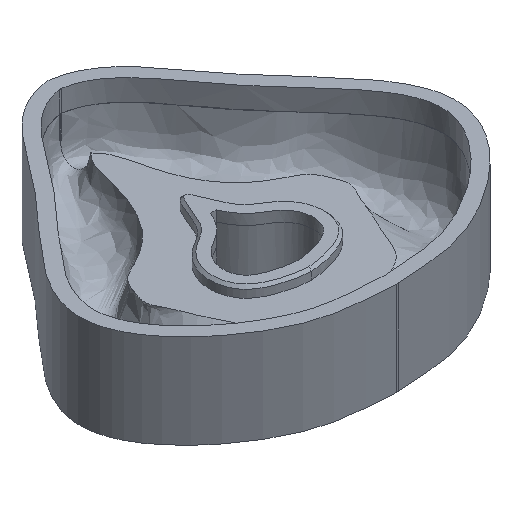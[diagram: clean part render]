
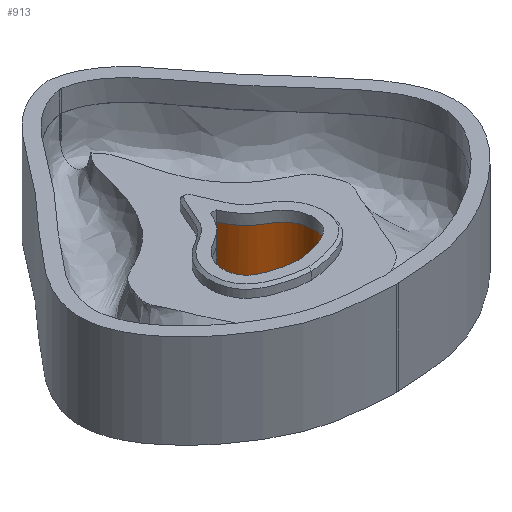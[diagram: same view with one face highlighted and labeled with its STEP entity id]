
A CAD part, isometric view. The second image highlights one B-rep face of the part: STEP entity #913.
In plain terms, the highlighted free-form (B-spline) face has degree [3, 1] with [23, 2] control points.
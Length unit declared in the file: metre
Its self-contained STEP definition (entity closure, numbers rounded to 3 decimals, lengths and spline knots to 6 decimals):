
#35=LINE('',#6561,#54);
#36=LINE('',#6562,#55);
#54=VECTOR('',#1070,1.);
#55=VECTOR('',#1071,1.);
#70=B_SPLINE_SURFACE_WITH_KNOTS('',3,1,((#6490,#6491),(#6492,#6493),(#6494,
#6495),(#6496,#6497),(#6498,#6499),(#6500,#6501),(#6502,#6503),(#6504,#6505),
(#6506,#6507),(#6508,#6509),(#6510,#6511),(#6512,#6513),(#6514,#6515),(#6516,
#6517),(#6518,#6519),(#6520,#6521),(#6522,#6523),(#6524,#6525),(#6526,#6527),
(#6528,#6529),(#6530,#6531),(#6532,#6533),(#6534,#6535)),
 .SURF_OF_LINEAR_EXTRUSION.,.F.,.F.,.F.,(4,1,1,1,1,1,1,1,1,1,1,1,1,1,1,
1,1,1,1,1,4),(2,2),(0.003722,0.055506,0.107289,
0.159073,0.210856,0.236748,0.26264,
0.314424,0.366207,0.417991,0.469774,
0.521558,0.573341,0.599233,0.625125,
0.651017,0.676909,0.728692,0.780476,
0.806367,0.832259),(0.,1.),.UNSPECIFIED.);
#317=ORIENTED_EDGE('',*,*,#484,.T.);
#318=ORIENTED_EDGE('',*,*,#485,.T.);
#319=ORIENTED_EDGE('',*,*,#481,.T.);
#320=ORIENTED_EDGE('',*,*,#486,.T.);
#481=EDGE_CURVE('',#580,#581,#699,.F.);
#484=EDGE_CURVE('',#583,#584,#701,.F.);
#485=EDGE_CURVE('',#584,#580,#35,.F.);
#486=EDGE_CURVE('',#581,#583,#36,.T.);
#580=VERTEX_POINT('',#6463);
#581=VERTEX_POINT('',#6464);
#583=VERTEX_POINT('',#6559);
#584=VERTEX_POINT('',#6560);
#699=B_SPLINE_CURVE_WITH_KNOTS('',3,(#6440,#6441,#6442,#6443,#6444,#6445,
#6446,#6447,#6448,#6449,#6450,#6451,#6452,#6453,#6454,#6455,#6456,#6457,
#6458,#6459,#6460,#6461,#6462),.UNSPECIFIED.,.F.,.F.,(4,1,1,1,1,1,1,1,1,
1,1,1,1,1,1,1,1,1,1,1,4),(0.003722,0.055506,0.107289,
0.159073,0.210856,0.236748,0.26264,
0.314424,0.366207,0.417991,0.469774,
0.521558,0.573341,0.599233,0.625125,
0.651017,0.676909,0.728692,0.780476,
0.806367,0.832259),.UNSPECIFIED.);
#701=B_SPLINE_CURVE_WITH_KNOTS('',3,(#6536,#6537,#6538,#6539,#6540,#6541,
#6542,#6543,#6544,#6545,#6546,#6547,#6548,#6549,#6550,#6551,#6552,#6553,
#6554,#6555,#6556,#6557,#6558),.UNSPECIFIED.,.F.,.F.,(4,1,1,1,1,1,1,1,1,
1,1,1,1,1,1,1,1,1,1,1,4),(0.036055,0.066178,0.096302,
0.156548,0.216795,0.246918,0.277041,
0.307165,0.337288,0.397534,0.457781,
0.518028,0.578274,0.638521,0.698767,
0.72889,0.759014,0.81926,0.879507,
0.939753,1.),.UNSPECIFIED.);
#760=EDGE_LOOP('',(#317,#318,#319,#320));
#819=FACE_BOUND('',#760,.T.);
#913=ADVANCED_FACE('',(#819),#70,.F.);
#1070=DIRECTION('',(0.,0.,1.));
#1071=DIRECTION('',(0.,0.,1.));
#6440=CARTESIAN_POINT('',(0.,-0.023024,-0.035));
#6441=CARTESIAN_POINT('',(0.000725,-0.022994,-0.035));
#6442=CARTESIAN_POINT('',(0.002749,-0.022808,-0.035));
#6443=CARTESIAN_POINT('',(0.006529,-0.022051,-0.035));
#6444=CARTESIAN_POINT('',(0.010351,-0.020804,-0.035));
#6445=CARTESIAN_POINT('',(0.012985,-0.01939,-0.035));
#6446=CARTESIAN_POINT('',(0.014377,-0.018251,-0.035));
#6447=CARTESIAN_POINT('',(0.015424,-0.017055,-0.035));
#6448=CARTESIAN_POINT('',(0.016372,-0.015244,-0.035));
#6449=CARTESIAN_POINT('',(0.016892,-0.012682,-0.035));
#6450=CARTESIAN_POINT('',(0.016764,-0.010001,-0.035));
#6451=CARTESIAN_POINT('',(0.016094,-0.007712,-0.035));
#6452=CARTESIAN_POINT('',(0.014959,-0.005704,-0.035));
#6453=CARTESIAN_POINT('',(0.013684,-0.004228,-0.035));
#6454=CARTESIAN_POINT('',(0.012533,-0.003197,-0.035));
#6455=CARTESIAN_POINT('',(0.011647,-0.00252,-0.035));
#6456=CARTESIAN_POINT('',(0.01069,-0.001895,-0.035));
#6457=CARTESIAN_POINT('',(0.009115,-0.000939,-0.035));
#6458=CARTESIAN_POINT('',(0.006619,0.000641,-0.035));
#6459=CARTESIAN_POINT('',(0.003936,0.00332,-0.035));
#6460=CARTESIAN_POINT('',(0.002127,0.006282,-0.035));
#6461=CARTESIAN_POINT('',(0.001424,0.007796,-0.035));
#6462=CARTESIAN_POINT('',(0.001095,0.008548,-0.035));
#6463=CARTESIAN_POINT('',(0.001095,0.008548,-0.035));
#6464=CARTESIAN_POINT('',(0.,-0.023024,-0.035));
#6490=CARTESIAN_POINT('',(0.,-0.023024,-0.035));
#6491=CARTESIAN_POINT('',(0.,-0.023024,-0.015));
#6492=CARTESIAN_POINT('',(0.000725,-0.022994,-0.035));
#6493=CARTESIAN_POINT('',(0.000725,-0.022994,-0.015));
#6494=CARTESIAN_POINT('',(0.002749,-0.022808,-0.035));
#6495=CARTESIAN_POINT('',(0.002749,-0.022808,-0.015));
#6496=CARTESIAN_POINT('',(0.006529,-0.022051,-0.035));
#6497=CARTESIAN_POINT('',(0.006529,-0.022051,-0.015));
#6498=CARTESIAN_POINT('',(0.010351,-0.020804,-0.035));
#6499=CARTESIAN_POINT('',(0.010351,-0.020804,-0.015));
#6500=CARTESIAN_POINT('',(0.012985,-0.01939,-0.035));
#6501=CARTESIAN_POINT('',(0.012985,-0.01939,-0.015));
#6502=CARTESIAN_POINT('',(0.014377,-0.018251,-0.035));
#6503=CARTESIAN_POINT('',(0.014377,-0.018251,-0.015));
#6504=CARTESIAN_POINT('',(0.015424,-0.017055,-0.035));
#6505=CARTESIAN_POINT('',(0.015424,-0.017055,-0.015));
#6506=CARTESIAN_POINT('',(0.016372,-0.015244,-0.035));
#6507=CARTESIAN_POINT('',(0.016372,-0.015244,-0.015));
#6508=CARTESIAN_POINT('',(0.016892,-0.012682,-0.035));
#6509=CARTESIAN_POINT('',(0.016892,-0.012682,-0.015));
#6510=CARTESIAN_POINT('',(0.016764,-0.010001,-0.035));
#6511=CARTESIAN_POINT('',(0.016764,-0.010001,-0.015));
#6512=CARTESIAN_POINT('',(0.016094,-0.007712,-0.035));
#6513=CARTESIAN_POINT('',(0.016094,-0.007712,-0.015));
#6514=CARTESIAN_POINT('',(0.014959,-0.005704,-0.035));
#6515=CARTESIAN_POINT('',(0.014959,-0.005704,-0.015));
#6516=CARTESIAN_POINT('',(0.013684,-0.004228,-0.035));
#6517=CARTESIAN_POINT('',(0.013684,-0.004228,-0.015));
#6518=CARTESIAN_POINT('',(0.012533,-0.003197,-0.035));
#6519=CARTESIAN_POINT('',(0.012533,-0.003197,-0.015));
#6520=CARTESIAN_POINT('',(0.011647,-0.00252,-0.035));
#6521=CARTESIAN_POINT('',(0.011647,-0.00252,-0.015));
#6522=CARTESIAN_POINT('',(0.01069,-0.001895,-0.035));
#6523=CARTESIAN_POINT('',(0.01069,-0.001895,-0.015));
#6524=CARTESIAN_POINT('',(0.009115,-0.000939,-0.035));
#6525=CARTESIAN_POINT('',(0.009115,-0.000939,-0.015));
#6526=CARTESIAN_POINT('',(0.006619,0.000641,-0.035));
#6527=CARTESIAN_POINT('',(0.006619,0.000641,-0.015));
#6528=CARTESIAN_POINT('',(0.003936,0.00332,-0.035));
#6529=CARTESIAN_POINT('',(0.003936,0.00332,-0.015));
#6530=CARTESIAN_POINT('',(0.002127,0.006282,-0.035));
#6531=CARTESIAN_POINT('',(0.002127,0.006282,-0.015));
#6532=CARTESIAN_POINT('',(0.001424,0.007796,-0.035));
#6533=CARTESIAN_POINT('',(0.001424,0.007796,-0.015));
#6534=CARTESIAN_POINT('',(0.001095,0.008548,-0.035));
#6535=CARTESIAN_POINT('',(0.001095,0.008548,-0.015));
#6536=CARTESIAN_POINT('',(0.001095,0.008548,-0.015));
#6537=CARTESIAN_POINT('',(0.001424,0.007796,-0.015));
#6538=CARTESIAN_POINT('',(0.002127,0.006281,-0.015));
#6539=CARTESIAN_POINT('',(0.003936,0.003319,-0.015));
#6540=CARTESIAN_POINT('',(0.006619,0.000641,-0.015));
#6541=CARTESIAN_POINT('',(0.009115,-0.000939,-0.015));
#6542=CARTESIAN_POINT('',(0.01069,-0.001896,-0.015));
#6543=CARTESIAN_POINT('',(0.011647,-0.00252,-0.015));
#6544=CARTESIAN_POINT('',(0.012533,-0.003197,-0.015));
#6545=CARTESIAN_POINT('',(0.013684,-0.004228,-0.015));
#6546=CARTESIAN_POINT('',(0.014959,-0.005704,-0.015));
#6547=CARTESIAN_POINT('',(0.016094,-0.007712,-0.015));
#6548=CARTESIAN_POINT('',(0.016763,-0.010001,-0.015));
#6549=CARTESIAN_POINT('',(0.016892,-0.012682,-0.015));
#6550=CARTESIAN_POINT('',(0.016372,-0.015243,-0.015));
#6551=CARTESIAN_POINT('',(0.015423,-0.017056,-0.015));
#6552=CARTESIAN_POINT('',(0.014378,-0.01825,-0.015));
#6553=CARTESIAN_POINT('',(0.012984,-0.019391,-0.015));
#6554=CARTESIAN_POINT('',(0.010351,-0.020804,-0.015));
#6555=CARTESIAN_POINT('',(0.006529,-0.022051,-0.015));
#6556=CARTESIAN_POINT('',(0.002749,-0.022808,-0.015));
#6557=CARTESIAN_POINT('',(0.000725,-0.022994,-0.015));
#6558=CARTESIAN_POINT('',(0.,-0.023024,-0.015));
#6559=CARTESIAN_POINT('',(0.,-0.023024,-0.015));
#6560=CARTESIAN_POINT('',(0.001095,0.008548,-0.015));
#6561=CARTESIAN_POINT('',(0.001095,0.008548,-0.015));
#6562=CARTESIAN_POINT('',(0.,-0.023024,-0.025));
